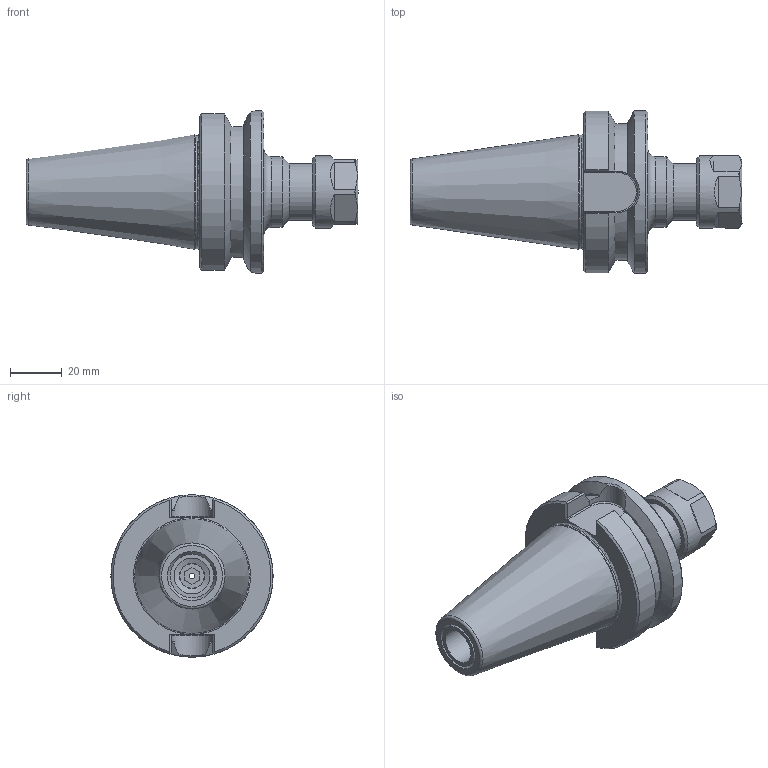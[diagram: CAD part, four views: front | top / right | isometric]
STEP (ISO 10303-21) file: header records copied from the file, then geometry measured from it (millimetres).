
FILE_DESCRIPTION(/* description */ ('ER COLLET CHUCK'),/* implementation_level */ '2;1');
FILE_NAME(/* name */ 'B40-16ERF250.stp',/* time_stamp */ '2017-01-17T09:38:10-05:00',/* author */ ('davhar'),/* organization */ (''),/* preprocessor_version */ 'ST-DEVELOPER v16.1',/* originating_system */ 'Autodesk Inventor 2016',/* authorisation */ '8 in^3');
FILE_SCHEMA (('AUTOMOTIVE_DESIGN { 1 0 10303 214 3 1 1 }'));
Length unit declared in the file: inch
Products named in the file (4): B40-16ER2-1; 16ERHN; BS-20; B40-16ERF250
Assembly tree (3 placements, depth 2):
  B40-16ERF250
    B40-16ER2-1
    16ERHN
    BS-20
Bounding box: 128.91 x 62.99 x 62.99 mm (x, y, z)
Volume: 136630.8 mm3; surface area: 29691.9 mm2
Topology: 3 solids, 3 shells, 123 faces, 302 edges, 191 vertices
Faces by surface type: plane 51, cylinder 34, cone 25, torus 11, bspline 2
Full cylindrical faces by diameter (mm): 2.286 x1, 9.461 x1, 9.728 x1, 10.973 x1, 11.176 x1, 12.4 x1, 13.843 x1, 17 x1, 17.013 x1, 17.623 x1, 20.5 x1, 22 x1, 23 x1, 27.432 x1, 28 x1, 43.942 x1, 62.992 x1
Entity records: 3743 total; most frequent: CARTESIAN_POINT 894, DIRECTION 566, ORIENTED_EDGE 510, EDGE_CURVE 255, AXIS2_PLACEMENT_3D 235, VERTEX_POINT 183, EDGE_LOOP 174, FACE_OUTER_BOUND 123
